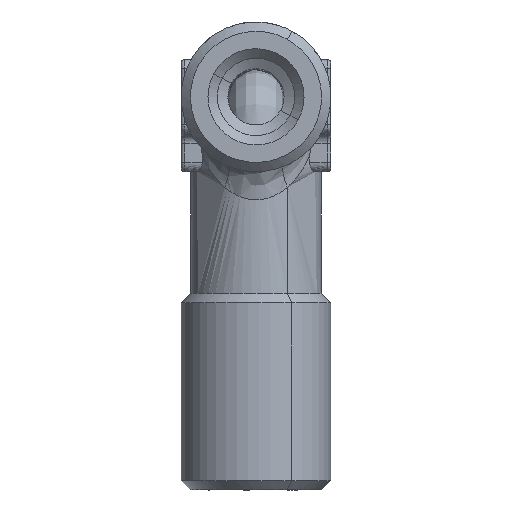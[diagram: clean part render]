
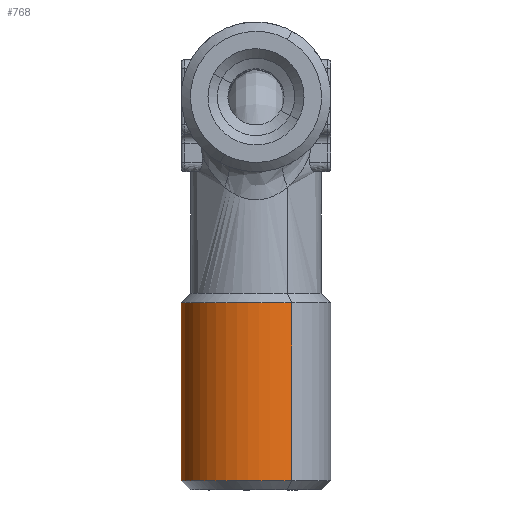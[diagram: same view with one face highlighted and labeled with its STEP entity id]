
A CAD part, front view. The second image highlights one B-rep face of the part: STEP entity #768.
In plain terms, the highlighted free-form (B-spline) face has degree [2, 1] with [9, 2] control points.
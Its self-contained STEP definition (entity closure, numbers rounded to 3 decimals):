
#265=B_SPLINE_CURVE_WITH_KNOTS('',1,(#8090,#8091),.UNSPECIFIED.,.F.,.F.,
(2,2),(0.,9.5),.UNSPECIFIED.);
#266=B_SPLINE_CURVE_WITH_KNOTS('',1,(#8092,#8093),.UNSPECIFIED.,.F.,.F.,
(2,2),(-9.5,0.),.UNSPECIFIED.);
#768=ADVANCED_FACE('',(#904),#3584,.T.);
#904=FACE_OUTER_BOUND('',#1043,.T.);
#1043=EDGE_LOOP('',(#1536,#1537,#1538,#1539));
#1536=ORIENTED_EDGE('',*,*,#2235,.T.);
#1537=ORIENTED_EDGE('',*,*,#2234,.F.);
#1538=ORIENTED_EDGE('',*,*,#2236,.T.);
#1539=ORIENTED_EDGE('',*,*,#2237,.T.);
#2234=EDGE_CURVE('',#3260,#3261,#2708,.T.);
#2235=EDGE_CURVE('',#3262,#3261,#265,.T.);
#2236=EDGE_CURVE('',#3260,#3263,#266,.T.);
#2237=EDGE_CURVE('',#3263,#3262,#2709,.T.);
#2708=(
BOUNDED_CURVE()
B_SPLINE_CURVE(2,(#8085,#8086,#8087,#8088,#8089),.UNSPECIFIED.,.F.,.F.)
B_SPLINE_CURVE_WITH_KNOTS((3,2,3),(-12.566,-6.283,
0.),.UNSPECIFIED.)
CURVE()
GEOMETRIC_REPRESENTATION_ITEM()
RATIONAL_B_SPLINE_CURVE((1.,0.707,1.,0.707,1.))
REPRESENTATION_ITEM('')
);
#2709=(
BOUNDED_CURVE()
B_SPLINE_CURVE(2,(#8094,#8095,#8096,#8097,#8098),.UNSPECIFIED.,.F.,.F.)
B_SPLINE_CURVE_WITH_KNOTS((3,2,3),(0.,6.283,12.566),
 .UNSPECIFIED.)
CURVE()
GEOMETRIC_REPRESENTATION_ITEM()
RATIONAL_B_SPLINE_CURVE((1.,0.707,1.,0.707,1.))
REPRESENTATION_ITEM('')
);
#3260=VERTEX_POINT('',#8081);
#3261=VERTEX_POINT('',#8082);
#3262=VERTEX_POINT('',#8083);
#3263=VERTEX_POINT('',#8084);
#3584=(
BOUNDED_SURFACE()
B_SPLINE_SURFACE(2,1,((#8063,#8064),(#8065,#8066),(#8067,#8068),(#8069,
#8070),(#8071,#8072),(#8073,#8074),(#8075,#8076),(#8077,#8078),(#8079,#8080)),
 .UNSPECIFIED.,.T.,.F.,.F.)
B_SPLINE_SURFACE_WITH_KNOTS((3,2,2,2,3),(2,2),(0.,1.571,3.142,
4.712,6.283),(0.,11.52),.UNSPECIFIED.)
GEOMETRIC_REPRESENTATION_ITEM()
RATIONAL_B_SPLINE_SURFACE(((1.,1.),(0.707,0.707),
(1.,1.),(0.707,0.707),(1.,1.),(0.707,
0.707),(1.,1.),(0.707,0.707),(1.,1.)))
REPRESENTATION_ITEM('')
SURFACE()
);
#8063=CARTESIAN_POINT('',(0.,4.,-21.51));
#8064=CARTESIAN_POINT('',(0.,4.,-9.99));
#8065=CARTESIAN_POINT('',(-4.,4.,-21.51));
#8066=CARTESIAN_POINT('',(-4.,4.,-9.99));
#8067=CARTESIAN_POINT('',(-4.,0.,-21.51));
#8068=CARTESIAN_POINT('',(-4.,0.,-9.99));
#8069=CARTESIAN_POINT('',(-4.,-4.,-21.51));
#8070=CARTESIAN_POINT('',(-4.,-4.,-9.99));
#8071=CARTESIAN_POINT('',(0.,-4.,-21.51));
#8072=CARTESIAN_POINT('',(0.,-4.,-9.99));
#8073=CARTESIAN_POINT('',(4.,-4.,-21.51));
#8074=CARTESIAN_POINT('',(4.,-4.,-9.99));
#8075=CARTESIAN_POINT('',(4.,0.,-21.51));
#8076=CARTESIAN_POINT('',(4.,0.,-9.99));
#8077=CARTESIAN_POINT('',(4.,4.,-21.51));
#8078=CARTESIAN_POINT('',(4.,4.,-9.99));
#8079=CARTESIAN_POINT('',(0.,4.,-21.51));
#8080=CARTESIAN_POINT('',(0.,4.,-9.99));
#8081=CARTESIAN_POINT('',(-1.918,3.51,-11.));
#8082=CARTESIAN_POINT('',(1.918,-3.51,-11.));
#8083=CARTESIAN_POINT('',(1.918,-3.51,-20.5));
#8084=CARTESIAN_POINT('',(-1.918,3.51,-20.5));
#8085=CARTESIAN_POINT('',(-1.918,3.51,-11.));
#8086=CARTESIAN_POINT('',(-5.428,1.593,-11.));
#8087=CARTESIAN_POINT('',(-3.51,-1.918,-11.));
#8088=CARTESIAN_POINT('',(-1.593,-5.428,-11.));
#8089=CARTESIAN_POINT('',(1.918,-3.51,-11.));
#8090=CARTESIAN_POINT('',(1.918,-3.51,-20.5));
#8091=CARTESIAN_POINT('',(1.918,-3.51,-11.));
#8092=CARTESIAN_POINT('',(-1.918,3.51,-11.));
#8093=CARTESIAN_POINT('',(-1.918,3.51,-20.5));
#8094=CARTESIAN_POINT('',(-1.918,3.51,-20.5));
#8095=CARTESIAN_POINT('',(-5.428,1.593,-20.5));
#8096=CARTESIAN_POINT('',(-3.51,-1.918,-20.5));
#8097=CARTESIAN_POINT('',(-1.593,-5.428,-20.5));
#8098=CARTESIAN_POINT('',(1.918,-3.51,-20.5));
